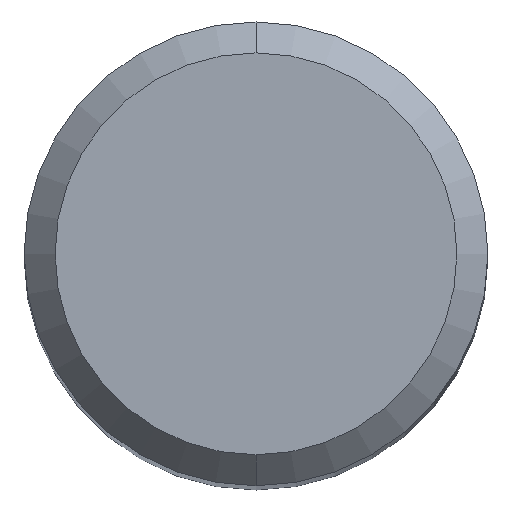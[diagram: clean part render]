
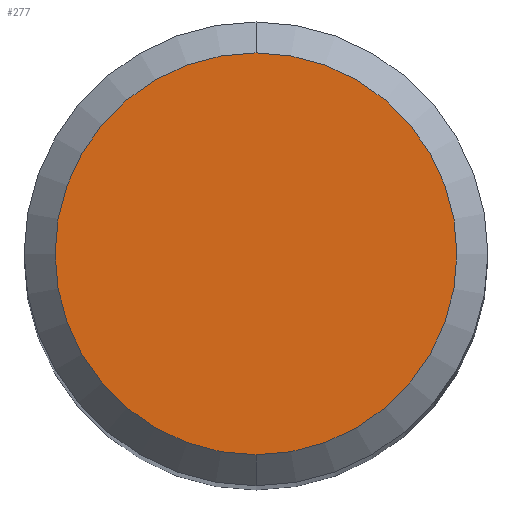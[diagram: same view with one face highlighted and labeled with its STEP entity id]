
A CAD part, top view. The second image highlights one B-rep face of the part: STEP entity #277.
In plain terms, the highlighted planar face has unit normal (0, 0, 1).
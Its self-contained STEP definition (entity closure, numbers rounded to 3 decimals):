
#199=EDGE_CURVE('',#279,#291,#515,.T.);
#277=ADVANCED_FACE('',(#599),#600,.T.);
#279=VERTEX_POINT('',#602);
#291=VERTEX_POINT('',#614);
#365=EDGE_CURVE('',#291,#279,#697,.T.);
#515=CIRCLE('',#890,2.6);
#599=FACE_OUTER_BOUND('',#1029,.T.);
#600=PLANE('',#1030);
#602=CARTESIAN_POINT('',(0.0,2.6,0.0));
#614=CARTESIAN_POINT('',(0.,-2.6,0.0));
#697=CIRCLE('',#1242,2.6);
#890=AXIS2_PLACEMENT_3D('',#1493,#1494,#1495);
#1029=EDGE_LOOP('',(#1571,#1572));
#1030=AXIS2_PLACEMENT_3D('',#1573,#1574,#1575);
#1242=AXIS2_PLACEMENT_3D('',#1691,#1692,#1693);
#1493=CARTESIAN_POINT('',(0.0,0.0,0.0));
#1494=DIRECTION('',(0.0,0.0,-1.0));
#1495=DIRECTION('',(0.0,1.0,0.0));
#1571=ORIENTED_EDGE('',*,*,#199,.F.);
#1572=ORIENTED_EDGE('',*,*,#365,.F.);
#1573=CARTESIAN_POINT('',(0.0,1.3,0.0));
#1574=DIRECTION('',(-0.0,0.0,1.0));
#1575=DIRECTION('',(0.0,-1.0,0.0));
#1691=CARTESIAN_POINT('',(0.0,0.0,0.0));
#1692=DIRECTION('',(0.0,0.0,-1.0));
#1693=DIRECTION('',(0.0,1.0,0.0));
